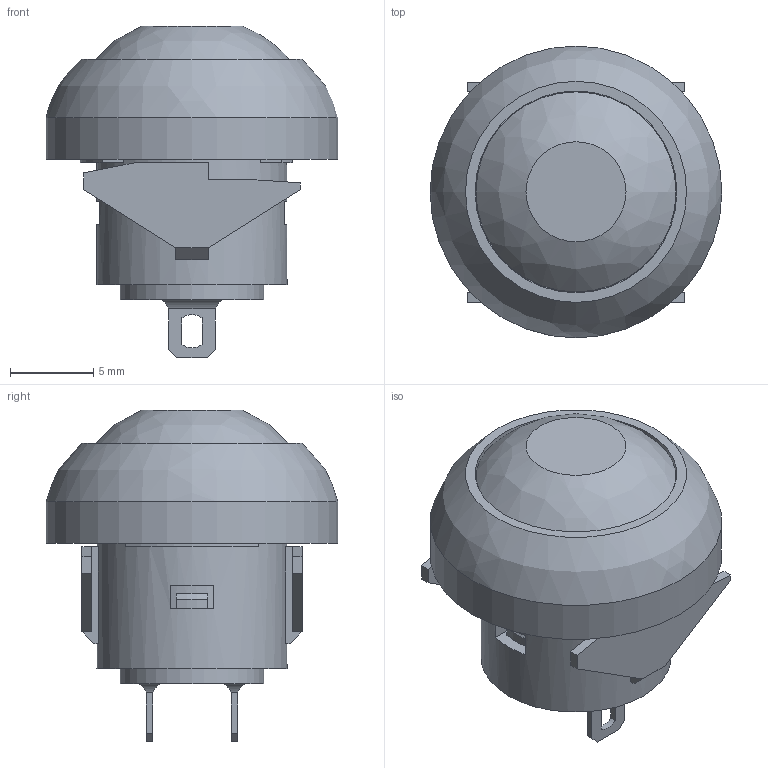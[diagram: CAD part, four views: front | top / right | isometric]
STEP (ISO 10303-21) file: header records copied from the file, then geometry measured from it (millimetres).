
FILE_DESCRIPTION((' '),'2;1');
FILE_NAME('RP8100B1M1CEBLKxxxNIL.stp','2017-07-21T08:54:02',(' '),(' '),' ','ACIS',' ');
FILE_SCHEMA(('CONFIG_CONTROL_DESIGN'));
Length unit declared in the file: inch
Products named in the file (1): RP8100B1M1CEBLKxxxNIL.stp
Bounding box: 17.5 x 17.5 x 19.9 mm (x, y, z)
Volume: 1710.2 mm3; surface area: 2882.5 mm2
Topology: 1 solids, 1 shells, 215 faces, 584 edges, 378 vertices
Faces by surface type: plane 148, cylinder 52, cone 12, bspline 3
Full cylindrical faces by diameter (mm): 2.2 x1, 2.6 x1, 4 x1, 4.95 x1, 5.6 x1, 7 x1, 7.2 x1, 7.55 x1, 8.6 x2, 9.5 x2, 9.55 x1, 10 x1, 11.4 x1, 11.6 x1, 12 x1, 12.1 x1, 13.6 x1, 17.5 x1
Entity records: 6717 total; most frequent: CARTESIAN_POINT 1236, DIRECTION 1122, ORIENTED_EDGE 1088, EDGE_CURVE 544, AXIS2_PLACEMENT_3D 381, VERTEX_POINT 366, VECTOR 360, LINE 360
